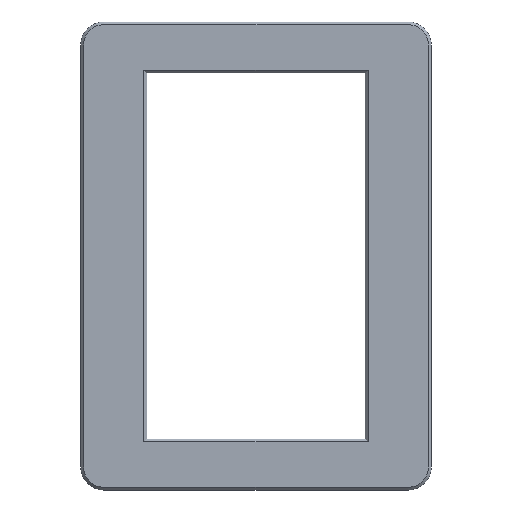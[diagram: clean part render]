
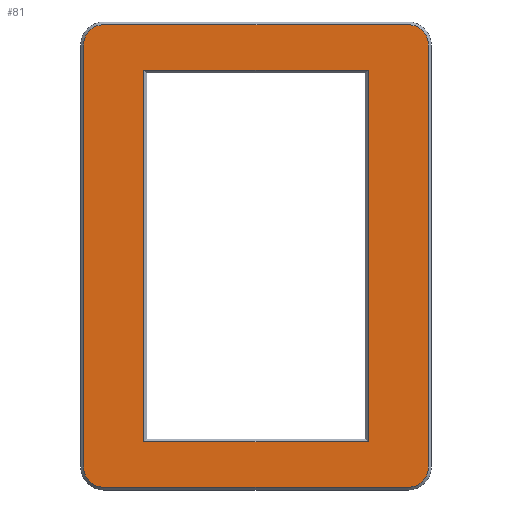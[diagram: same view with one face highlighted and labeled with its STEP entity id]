
A CAD part, top view. The second image highlights one B-rep face of the part: STEP entity #81.
In plain terms, the highlighted planar face has unit normal (0, 0, 1).
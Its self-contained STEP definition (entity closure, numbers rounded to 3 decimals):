
#1 = DIRECTION ( 'NONE',  ( 0., 0., 1. ) ) ;
#3 = VERTEX_POINT ( 'NONE', #278 ) ;
#6 = CARTESIAN_POINT ( 'NONE',  ( 66.1, 100.4, 1.2 ) ) ;
#8 = EDGE_CURVE ( 'NONE', #443, #107, #47, .T. ) ;
#9 = ORIENTED_EDGE ( 'NONE', *, *, #190, .T. ) ;
#24 = CARTESIAN_POINT ( 'NONE',  ( -74.9, -91.6, 1.2 ) ) ;
#33 = CARTESIAN_POINT ( 'NONE',  ( -66.1, -100.4, 1.2 ) ) ;
#35 = DIRECTION ( 'NONE',  ( 0., -1., 0. ) ) ;
#38 = VECTOR ( 'NONE', #270, 1000. ) ;
#40 = VECTOR ( 'NONE', #152, 1000. ) ;
#41 = VECTOR ( 'NONE', #461, 1000. ) ;
#44 = CARTESIAN_POINT ( 'NONE',  ( 48.7, 80.7, 1.2 ) ) ;
#47 = CIRCLE ( 'NONE', #277, 8.8 ) ;
#52 = DIRECTION ( 'NONE',  ( 1., 0., 0. ) ) ;
#61 = PLANE ( 'NONE',  #458 ) ;
#81 = ADVANCED_FACE ( 'NONE', ( #501, #135 ), #61, .T. ) ;
#90 = VERTEX_POINT ( 'NONE', #448 ) ;
#95 = DIRECTION ( 'NONE',  ( 0., 0., 1. ) ) ;
#99 = ORIENTED_EDGE ( 'NONE', *, *, #269, .T. ) ;
#101 = ORIENTED_EDGE ( 'NONE', *, *, #8, .T. ) ;
#104 = CARTESIAN_POINT ( 'NONE',  ( 74.9, 91.6, 1.2 ) ) ;
#107 = VERTEX_POINT ( 'NONE', #207 ) ;
#108 = LINE ( 'NONE', #229, #38 ) ;
#114 = EDGE_CURVE ( 'NONE', #436, #154, #331, .T. ) ;
#129 = ORIENTED_EDGE ( 'NONE', *, *, #114, .T. ) ;
#134 = CIRCLE ( 'NONE', #498, 8.8 ) ;
#135 = FACE_OUTER_BOUND ( 'NONE', #473, .T. ) ;
#139 = CARTESIAN_POINT ( 'NONE',  ( 0., 0., 1.2 ) ) ;
#140 = LINE ( 'NONE', #430, #401 ) ;
#141 = ORIENTED_EDGE ( 'NONE', *, *, #260, .T. ) ;
#143 = DIRECTION ( 'NONE',  ( 0., 1., 0. ) ) ;
#152 = DIRECTION ( 'NONE',  ( 1., 0., 0. ) ) ;
#154 = VERTEX_POINT ( 'NONE', #293 ) ;
#161 = VERTEX_POINT ( 'NONE', #33 ) ;
#167 = DIRECTION ( 'NONE',  ( 0., 0., 1. ) ) ;
#170 = EDGE_CURVE ( 'NONE', #511, #90, #296, .T. ) ;
#178 = EDGE_CURVE ( 'NONE', #107, #346, #444, .T. ) ;
#184 = CARTESIAN_POINT ( 'NONE',  ( -48.7, 0., 1.2 ) ) ;
#189 = CARTESIAN_POINT ( 'NONE',  ( -66.1, 100.4, 1.2 ) ) ;
#190 = EDGE_CURVE ( 'NONE', #297, #314, #506, .T. ) ;
#193 = DIRECTION ( 'NONE',  ( -1., 0., 0. ) ) ;
#196 = EDGE_CURVE ( 'NONE', #154, #161, #134, .T. ) ;
#199 = VECTOR ( 'NONE', #143, 1000. ) ;
#201 = CARTESIAN_POINT ( 'NONE',  ( 66.1, -100.4, 1.2 ) ) ;
#207 = CARTESIAN_POINT ( 'NONE',  ( 74.9, -91.6, 1.2 ) ) ;
#208 = ORIENTED_EDGE ( 'NONE', *, *, #335, .T. ) ;
#215 = ORIENTED_EDGE ( 'NONE', *, *, #305, .T. ) ;
#222 = CARTESIAN_POINT ( 'NONE',  ( -48.7, -80.7, 1.2 ) ) ;
#229 = CARTESIAN_POINT ( 'NONE',  ( 0., 80.7, 1.2 ) ) ;
#257 = VECTOR ( 'NONE', #463, 1000. ) ;
#260 = EDGE_CURVE ( 'NONE', #346, #312, #395, .T. ) ;
#261 = CARTESIAN_POINT ( 'NONE',  ( -66.1, 91.6, 1.2 ) ) ;
#269 = EDGE_CURVE ( 'NONE', #3, #436, #377, .T. ) ;
#270 = DIRECTION ( 'NONE',  ( 1., 0., 0. ) ) ;
#277 = AXIS2_PLACEMENT_3D ( 'NONE', #447, #167, #52 ) ;
#278 = CARTESIAN_POINT ( 'NONE',  ( -66.1, 100.4, 1.2 ) ) ;
#288 = EDGE_CURVE ( 'NONE', #90, #297, #140, .T. ) ;
#289 = CARTESIAN_POINT ( 'NONE',  ( 48.7, 0., 1.2 ) ) ;
#293 = CARTESIAN_POINT ( 'NONE',  ( -74.9, -91.6, 1.2 ) ) ;
#296 = LINE ( 'NONE', #289, #370 ) ;
#297 = VERTEX_POINT ( 'NONE', #222 ) ;
#298 = ORIENTED_EDGE ( 'NONE', *, *, #196, .T. ) ;
#301 = CARTESIAN_POINT ( 'NONE',  ( -48.7, 80.7, 1.2 ) ) ;
#305 = EDGE_CURVE ( 'NONE', #312, #3, #402, .T. ) ;
#312 = VERTEX_POINT ( 'NONE', #6 ) ;
#314 = VERTEX_POINT ( 'NONE', #301 ) ;
#331 = LINE ( 'NONE', #24, #41 ) ;
#332 = CARTESIAN_POINT ( 'NONE',  ( 66.1, 91.6, 1.2 ) ) ;
#335 = EDGE_CURVE ( 'NONE', #161, #443, #359, .T. ) ;
#342 = CARTESIAN_POINT ( 'NONE',  ( 74.9, 91.6, 1.2 ) ) ;
#346 = VERTEX_POINT ( 'NONE', #342 ) ;
#347 = CARTESIAN_POINT ( 'NONE',  ( 66.1, -100.4, 1.2 ) ) ;
#352 = VECTOR ( 'NONE', #468, 1000. ) ;
#359 = LINE ( 'NONE', #347, #40 ) ;
#370 = VECTOR ( 'NONE', #35, 1000. ) ;
#371 = EDGE_LOOP ( 'NONE', ( #422, #9, #413, #493 ) ) ;
#373 = AXIS2_PLACEMENT_3D ( 'NONE', #332, #418, #374 ) ;
#374 = DIRECTION ( 'NONE',  ( 1., 0., 0. ) ) ;
#377 = CIRCLE ( 'NONE', #435, 8.8 ) ;
#386 = DIRECTION ( 'NONE',  ( 1., 0., 0. ) ) ;
#395 = CIRCLE ( 'NONE', #373, 8.8 ) ;
#396 = CARTESIAN_POINT ( 'NONE',  ( -74.9, 91.6, 1.2 ) ) ;
#397 = ORIENTED_EDGE ( 'NONE', *, *, #178, .T. ) ;
#401 = VECTOR ( 'NONE', #193, 1000. ) ;
#402 = LINE ( 'NONE', #189, #352 ) ;
#404 = DIRECTION ( 'NONE',  ( 1., 0., 0. ) ) ;
#413 = ORIENTED_EDGE ( 'NONE', *, *, #428, .T. ) ;
#416 = CARTESIAN_POINT ( 'NONE',  ( -66.1, -91.6, 1.2 ) ) ;
#418 = DIRECTION ( 'NONE',  ( 0., 0., 1. ) ) ;
#422 = ORIENTED_EDGE ( 'NONE', *, *, #288, .T. ) ;
#428 = EDGE_CURVE ( 'NONE', #314, #511, #108, .T. ) ;
#430 = CARTESIAN_POINT ( 'NONE',  ( 0., -80.7, 1.2 ) ) ;
#435 = AXIS2_PLACEMENT_3D ( 'NONE', #261, #1, #386 ) ;
#436 = VERTEX_POINT ( 'NONE', #396 ) ;
#443 = VERTEX_POINT ( 'NONE', #201 ) ;
#444 = LINE ( 'NONE', #104, #257 ) ;
#447 = CARTESIAN_POINT ( 'NONE',  ( 66.1, -91.6, 1.2 ) ) ;
#448 = CARTESIAN_POINT ( 'NONE',  ( 48.7, -80.7, 1.2 ) ) ;
#458 = AXIS2_PLACEMENT_3D ( 'NONE', #139, #95, #404 ) ;
#461 = DIRECTION ( 'NONE',  ( 0., -1., 0. ) ) ;
#463 = DIRECTION ( 'NONE',  ( 0., 1., 0. ) ) ;
#465 = DIRECTION ( 'NONE',  ( 1., 0., 0. ) ) ;
#468 = DIRECTION ( 'NONE',  ( -1., 0., 0. ) ) ;
#473 = EDGE_LOOP ( 'NONE', ( #397, #141, #215, #99, #129, #298, #208, #101 ) ) ;
#493 = ORIENTED_EDGE ( 'NONE', *, *, #170, .T. ) ;
#498 = AXIS2_PLACEMENT_3D ( 'NONE', #416, #505, #465 ) ;
#501 = FACE_BOUND ( 'NONE', #371, .T. ) ;
#505 = DIRECTION ( 'NONE',  ( 0., 0., 1. ) ) ;
#506 = LINE ( 'NONE', #184, #199 ) ;
#511 = VERTEX_POINT ( 'NONE', #44 ) ;
